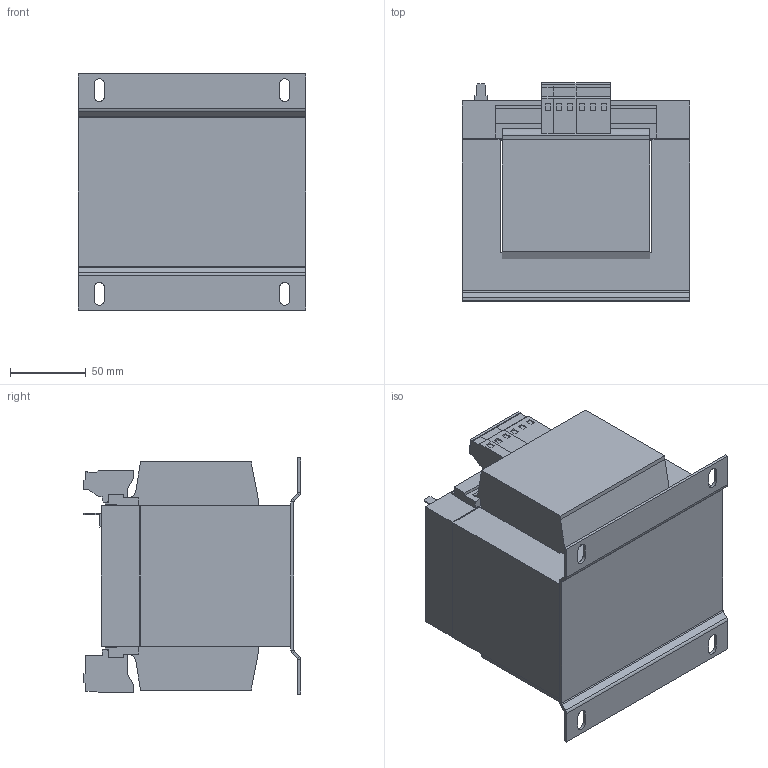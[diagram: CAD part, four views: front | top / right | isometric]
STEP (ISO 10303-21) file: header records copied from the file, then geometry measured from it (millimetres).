
FILE_DESCRIPTION (( 'STEP AP214' ), '1' );
FILE_NAME ('266547.STEP', '2020-07-14T12:43:32', ( '' ), ( '' ), 'SwSTEP 2.0', 'SolidWorks 2018', '' );
FILE_SCHEMA (( 'AUTOMOTIVE_DESIGN' ));
Length unit declared in the file: millimetre
Products named in the file (1): 266547
Bounding box: 150 x 143.25 x 155.4 mm (x, y, z)
Volume: 2265133.3 mm3; surface area: 185188.8 mm2
Topology: 1 solids, 1 shells, 319 faces, 798 edges, 499 vertices
Faces by surface type: plane 277, cylinder 42
Entity records: 9322 total; most frequent: CARTESIAN_POINT 1617, ORIENTED_EDGE 1596, DIRECTION 1522, EDGE_CURVE 798, LINE 714, VECTOR 714, VERTEX_POINT 499, AXIS2_PLACEMENT_3D 404
